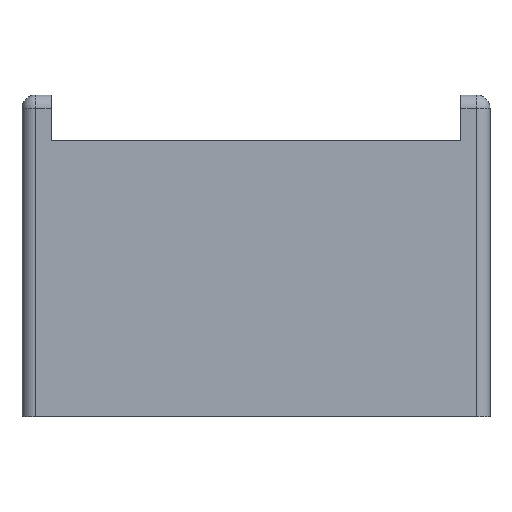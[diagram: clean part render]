
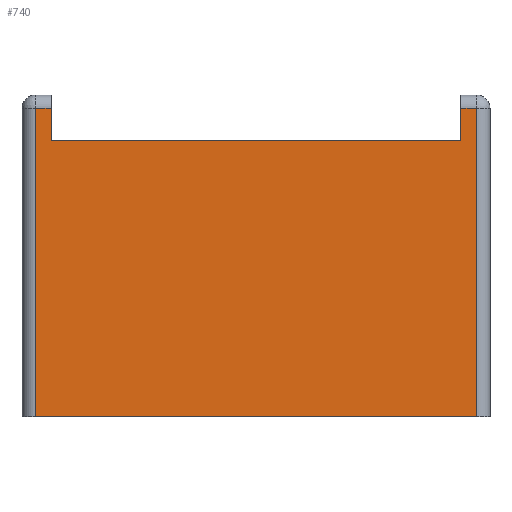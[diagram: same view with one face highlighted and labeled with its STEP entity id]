
A CAD part, top view. The second image highlights one B-rep face of the part: STEP entity #740.
In plain terms, the highlighted planar face has unit normal (0, 0, 1).
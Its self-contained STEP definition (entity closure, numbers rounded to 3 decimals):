
#27=PLANE('',#802);
#58=FACE_OUTER_BOUND('',#100,.T.);
#100=EDGE_LOOP('',(#518,#519,#520,#521,#522,#523,#524,#525));
#144=LINE('',#1104,#224);
#145=LINE('',#1109,#225);
#147=LINE('',#1117,#227);
#148=LINE('',#1119,#228);
#149=LINE('',#1121,#229);
#150=LINE('',#1123,#230);
#151=LINE('',#1125,#231);
#152=LINE('',#1126,#232);
#224=VECTOR('',#877,10.);
#225=VECTOR('',#882,10.);
#227=VECTOR('',#892,10.);
#228=VECTOR('',#893,10.);
#229=VECTOR('',#894,10.);
#230=VECTOR('',#895,10.);
#231=VECTOR('',#896,10.);
#232=VECTOR('',#897,10.);
#331=VERTEX_POINT('',#1097);
#334=VERTEX_POINT('',#1102);
#336=VERTEX_POINT('',#1107);
#338=VERTEX_POINT('',#1116);
#339=VERTEX_POINT('',#1118);
#340=VERTEX_POINT('',#1120);
#341=VERTEX_POINT('',#1122);
#342=VERTEX_POINT('',#1124);
#402=EDGE_CURVE('',#334,#331,#144,.T.);
#404=EDGE_CURVE('',#336,#334,#145,.T.);
#408=EDGE_CURVE('',#336,#338,#147,.T.);
#409=EDGE_CURVE('',#339,#338,#148,.T.);
#410=EDGE_CURVE('',#340,#339,#149,.T.);
#411=EDGE_CURVE('',#340,#341,#150,.T.);
#412=EDGE_CURVE('',#341,#342,#151,.T.);
#413=EDGE_CURVE('',#342,#331,#152,.T.);
#518=ORIENTED_EDGE('',*,*,#402,.F.);
#519=ORIENTED_EDGE('',*,*,#404,.F.);
#520=ORIENTED_EDGE('',*,*,#408,.T.);
#521=ORIENTED_EDGE('',*,*,#409,.F.);
#522=ORIENTED_EDGE('',*,*,#410,.F.);
#523=ORIENTED_EDGE('',*,*,#411,.T.);
#524=ORIENTED_EDGE('',*,*,#412,.T.);
#525=ORIENTED_EDGE('',*,*,#413,.T.);
#740=ADVANCED_FACE('',(#58),#27,.T.);
#802=AXIS2_PLACEMENT_3D('',#1115,#890,#891);
#877=DIRECTION('',(1.,0.,0.));
#882=DIRECTION('',(0.,1.,0.));
#890=DIRECTION('center_axis',(0.,0.,1.));
#891=DIRECTION('ref_axis',(1.,0.,0.));
#892=DIRECTION('',(1.,0.,0.));
#893=DIRECTION('',(0.,-1.,0.));
#894=DIRECTION('',(1.,0.,0.));
#895=DIRECTION('',(0.,-1.,0.));
#896=DIRECTION('',(-1.,0.,0.));
#897=DIRECTION('',(0.,1.,0.));
#1097=CARTESIAN_POINT('',(56.557,210.774,-16.89));
#1102=CARTESIAN_POINT('',(55.963,210.774,-16.89));
#1104=CARTESIAN_POINT('',(66.762,210.774,-16.89));
#1107=CARTESIAN_POINT('',(55.963,199.274,-16.89));
#1109=CARTESIAN_POINT('',(55.963,205.613,-16.89));
#1115=CARTESIAN_POINT('Origin',(69.335,207.157,-16.89));
#1116=CARTESIAN_POINT('',(72.415,199.274,-16.89));
#1117=CARTESIAN_POINT('',(66.762,199.274,-16.89));
#1118=CARTESIAN_POINT('',(72.415,210.774,-16.89));
#1119=CARTESIAN_POINT('',(72.415,205.613,-16.89));
#1120=CARTESIAN_POINT('',(71.821,210.774,-16.89));
#1121=CARTESIAN_POINT('',(66.762,210.774,-16.89));
#1122=CARTESIAN_POINT('',(71.821,209.569,-16.89));
#1123=CARTESIAN_POINT('',(71.821,207.157,-16.89));
#1124=CARTESIAN_POINT('',(56.557,209.569,-16.89));
#1125=CARTESIAN_POINT('',(66.762,209.569,-16.89));
#1126=CARTESIAN_POINT('',(56.557,207.157,-16.89));
